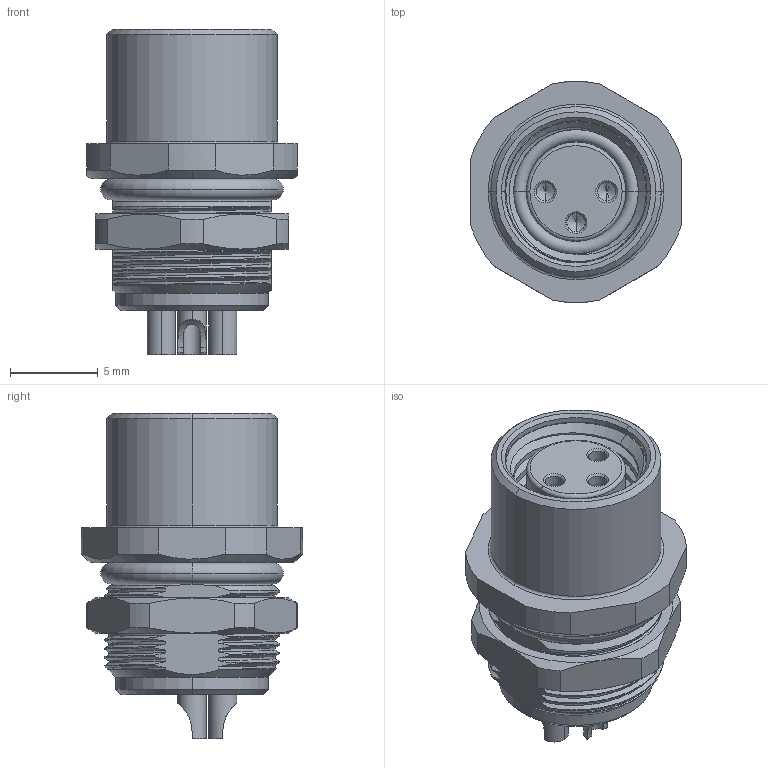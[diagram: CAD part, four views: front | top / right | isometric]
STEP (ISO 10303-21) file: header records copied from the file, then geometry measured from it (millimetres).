
FILE_DESCRIPTION((''),'2;1');
FILE_NAME('3P-K133_','2025-09-09T',('gongcheng16'),(''),'PRO/ENGINEER BY PARAMETRIC TECHNOLOGY CORPORATION, 2010280','PRO/ENGINEER BY PARAMETRIC TECHNOLOGY CORPORATION, 2010280','');
FILE_SCHEMA(('CONFIG_CONTROL_DESIGN'));
Products named in the file (1): 3P-K133_
Bounding box: 12 x 12.6 x 18.5 mm (x, y, z)
Volume: 253.8 mm3; surface area: 9757.3 mm2
Topology: 1 solids, 72 shells, 1544 faces, 4654 edges, 3062 vertices
Faces by surface type: cylinder 493, bspline 407, plane 337, cone 257, torus 50
Entity records: 153843 total; most frequent: CARTESIAN_POINT 116874, ORIENTED_EDGE 8297, DIRECTION 6047, EDGE_CURVE 4642, VERTEX_POINT 3062, AXIS2_PLACEMENT_3D 2224, B_SPLINE_CURVE_WITH_KNOTS 1957, EDGE_LOOP 1630
